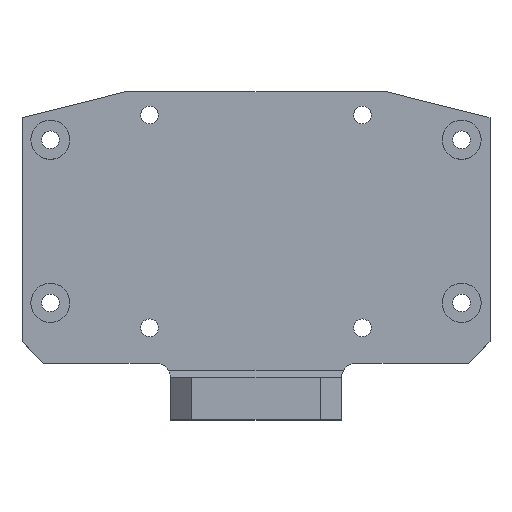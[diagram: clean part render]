
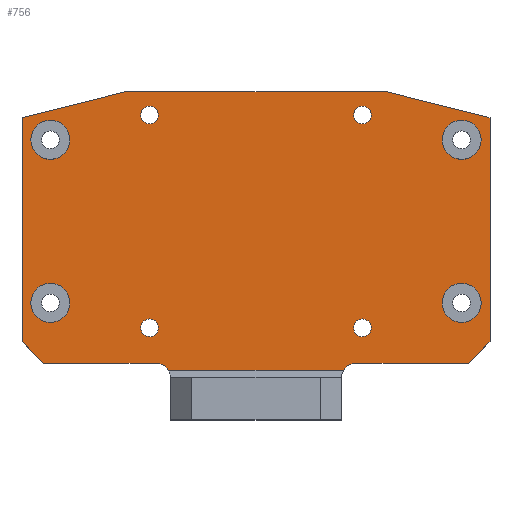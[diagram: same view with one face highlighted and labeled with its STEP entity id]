
A CAD part, top view. The second image highlights one B-rep face of the part: STEP entity #756.
In plain terms, the highlighted planar face has unit normal (0, 0, 1).
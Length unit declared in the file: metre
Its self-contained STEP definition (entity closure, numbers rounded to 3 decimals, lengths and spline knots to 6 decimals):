
#32=LINE('',#1141,#91);
#33=LINE('',#1145,#92);
#34=LINE('',#1147,#93);
#35=LINE('',#1149,#94);
#36=LINE('',#1151,#95);
#37=LINE('',#1153,#96);
#38=LINE('',#1155,#97);
#39=LINE('',#1157,#98);
#40=LINE('',#1159,#99);
#41=LINE('',#1161,#100);
#91=VECTOR('',#915,1.);
#92=VECTOR('',#918,1.);
#93=VECTOR('',#919,1.);
#94=VECTOR('',#920,1.);
#95=VECTOR('',#921,1.);
#96=VECTOR('',#922,1.);
#97=VECTOR('',#923,1.);
#98=VECTOR('',#924,1.);
#99=VECTOR('',#925,1.);
#100=VECTOR('',#926,1.);
#150=ORIENTED_EDGE('',*,*,#344,.F.);
#151=ORIENTED_EDGE('',*,*,#345,.F.);
#152=ORIENTED_EDGE('',*,*,#346,.F.);
#153=ORIENTED_EDGE('',*,*,#347,.F.);
#154=ORIENTED_EDGE('',*,*,#348,.F.);
#155=ORIENTED_EDGE('',*,*,#349,.F.);
#156=ORIENTED_EDGE('',*,*,#350,.T.);
#157=ORIENTED_EDGE('',*,*,#351,.T.);
#158=ORIENTED_EDGE('',*,*,#352,.T.);
#159=ORIENTED_EDGE('',*,*,#353,.T.);
#160=ORIENTED_EDGE('',*,*,#354,.T.);
#161=ORIENTED_EDGE('',*,*,#355,.F.);
#162=ORIENTED_EDGE('',*,*,#356,.T.);
#163=ORIENTED_EDGE('',*,*,#357,.T.);
#164=ORIENTED_EDGE('',*,*,#358,.F.);
#165=ORIENTED_EDGE('',*,*,#359,.T.);
#166=ORIENTED_EDGE('',*,*,#360,.T.);
#167=ORIENTED_EDGE('',*,*,#361,.T.);
#168=ORIENTED_EDGE('',*,*,#362,.F.);
#169=ORIENTED_EDGE('',*,*,#363,.F.);
#344=EDGE_CURVE('',#441,#441,#515,.T.);
#345=EDGE_CURVE('',#442,#442,#516,.T.);
#346=EDGE_CURVE('',#443,#443,#517,.T.);
#347=EDGE_CURVE('',#444,#444,#518,.T.);
#348=EDGE_CURVE('',#445,#445,#519,.T.);
#349=EDGE_CURVE('',#446,#446,#520,.T.);
#350=EDGE_CURVE('',#447,#448,#521,.F.);
#351=EDGE_CURVE('',#448,#449,#32,.T.);
#352=EDGE_CURVE('',#449,#450,#522,.F.);
#353=EDGE_CURVE('',#450,#451,#33,.T.);
#354=EDGE_CURVE('',#451,#452,#34,.T.);
#355=EDGE_CURVE('',#453,#452,#35,.T.);
#356=EDGE_CURVE('',#453,#454,#36,.T.);
#357=EDGE_CURVE('',#454,#455,#37,.T.);
#358=EDGE_CURVE('',#456,#455,#38,.T.);
#359=EDGE_CURVE('',#456,#457,#39,.T.);
#360=EDGE_CURVE('',#457,#458,#40,.F.);
#361=EDGE_CURVE('',#458,#447,#41,.T.);
#362=EDGE_CURVE('',#459,#459,#523,.T.);
#363=EDGE_CURVE('',#460,#460,#524,.T.);
#441=VERTEX_POINT('',#1127);
#442=VERTEX_POINT('',#1129);
#443=VERTEX_POINT('',#1131);
#444=VERTEX_POINT('',#1133);
#445=VERTEX_POINT('',#1135);
#446=VERTEX_POINT('',#1137);
#447=VERTEX_POINT('',#1139);
#448=VERTEX_POINT('',#1140);
#449=VERTEX_POINT('',#1142);
#450=VERTEX_POINT('',#1144);
#451=VERTEX_POINT('',#1146);
#452=VERTEX_POINT('',#1148);
#453=VERTEX_POINT('',#1150);
#454=VERTEX_POINT('',#1152);
#455=VERTEX_POINT('',#1154);
#456=VERTEX_POINT('',#1156);
#457=VERTEX_POINT('',#1158);
#458=VERTEX_POINT('',#1160);
#459=VERTEX_POINT('',#1163);
#460=VERTEX_POINT('',#1165);
#515=CIRCLE('',#815,0.00275);
#516=CIRCLE('',#816,0.00275);
#517=CIRCLE('',#817,0.00125);
#518=CIRCLE('',#818,0.00125);
#519=CIRCLE('',#819,0.00125);
#520=CIRCLE('',#820,0.00125);
#521=CIRCLE('',#821,0.002);
#522=CIRCLE('',#822,0.002);
#523=CIRCLE('',#823,0.00275);
#524=CIRCLE('',#824,0.00275);
#551=EDGE_LOOP('',(#150));
#552=EDGE_LOOP('',(#151));
#553=EDGE_LOOP('',(#152));
#554=EDGE_LOOP('',(#153));
#555=EDGE_LOOP('',(#154));
#556=EDGE_LOOP('',(#155));
#557=EDGE_LOOP('',(#156,#157,#158,#159,#160,#161,#162,#163,#164,#165,#166,
#167));
#558=EDGE_LOOP('',(#168));
#559=EDGE_LOOP('',(#169));
#640=FACE_BOUND('',#551,.T.);
#641=FACE_BOUND('',#552,.T.);
#642=FACE_BOUND('',#553,.T.);
#643=FACE_BOUND('',#554,.T.);
#644=FACE_BOUND('',#555,.T.);
#645=FACE_BOUND('',#556,.T.);
#646=FACE_BOUND('',#557,.T.);
#647=FACE_BOUND('',#558,.T.);
#648=FACE_BOUND('',#559,.T.);
#729=PLANE('',#814);
#756=ADVANCED_FACE('',(#640,#641,#642,#643,#644,#645,#646,#647,#648),#729,
 .T.);
#814=AXIS2_PLACEMENT_3D('',#1125,#899,#900);
#815=AXIS2_PLACEMENT_3D('',#1126,#901,#902);
#816=AXIS2_PLACEMENT_3D('',#1128,#903,#904);
#817=AXIS2_PLACEMENT_3D('',#1130,#905,#906);
#818=AXIS2_PLACEMENT_3D('',#1132,#907,#908);
#819=AXIS2_PLACEMENT_3D('',#1134,#909,#910);
#820=AXIS2_PLACEMENT_3D('',#1136,#911,#912);
#821=AXIS2_PLACEMENT_3D('',#1138,#913,#914);
#822=AXIS2_PLACEMENT_3D('',#1143,#916,#917);
#823=AXIS2_PLACEMENT_3D('',#1162,#927,#928);
#824=AXIS2_PLACEMENT_3D('',#1164,#929,#930);
#899=DIRECTION('',(0.,0.,1.));
#900=DIRECTION('',(1.,0.,0.));
#901=DIRECTION('',(0.,0.,1.));
#902=DIRECTION('',(1.,0.,0.));
#903=DIRECTION('',(0.,0.,1.));
#904=DIRECTION('',(1.,0.,0.));
#905=DIRECTION('',(0.,0.,1.));
#906=DIRECTION('',(1.,0.,0.));
#907=DIRECTION('',(0.,0.,1.));
#908=DIRECTION('',(1.,0.,0.));
#909=DIRECTION('',(0.,0.,1.));
#910=DIRECTION('',(1.,0.,0.));
#911=DIRECTION('',(0.,0.,1.));
#912=DIRECTION('',(1.,0.,0.));
#913=DIRECTION('',(0.,0.,1.));
#914=DIRECTION('',(1.,0.,0.));
#915=DIRECTION('',(1.,0.,0.));
#916=DIRECTION('',(0.,0.,1.));
#917=DIRECTION('',(1.,0.,0.));
#918=DIRECTION('',(1.,0.,0.));
#919=DIRECTION('',(0.707,0.707,0.));
#920=DIRECTION('',(0.,-1.,0.));
#921=DIRECTION('',(-0.97,0.243,0.));
#922=DIRECTION('',(-1.,0.,0.));
#923=DIRECTION('',(0.97,0.243,0.));
#924=DIRECTION('',(0.,-1.,0.));
#925=DIRECTION('',(-0.707,0.707,0.));
#926=DIRECTION('',(1.,0.,0.));
#927=DIRECTION('',(0.,0.,1.));
#928=DIRECTION('',(1.,0.,0.));
#929=DIRECTION('',(0.,0.,1.));
#930=DIRECTION('',(1.,0.,0.));
#1125=CARTESIAN_POINT('',(0.,-0.001875,-0.002));
#1126=CARTESIAN_POINT('',(0.029,-0.0115,-0.002));
#1127=CARTESIAN_POINT('',(0.03175,-0.0115,-0.002));
#1128=CARTESIAN_POINT('',(-0.029,0.0115,-0.002));
#1129=CARTESIAN_POINT('',(-0.02625,0.0115,-0.002));
#1130=CARTESIAN_POINT('',(0.015,-0.015,-0.002));
#1131=CARTESIAN_POINT('',(0.01625,-0.015,-0.002));
#1132=CARTESIAN_POINT('',(-0.015,-0.015,-0.002));
#1133=CARTESIAN_POINT('',(-0.01375,-0.015,-0.002));
#1134=CARTESIAN_POINT('',(-0.015,0.015,-0.002));
#1135=CARTESIAN_POINT('',(-0.01375,0.015,-0.002));
#1136=CARTESIAN_POINT('',(0.015,0.015,-0.002));
#1137=CARTESIAN_POINT('',(0.01625,0.015,-0.002));
#1138=CARTESIAN_POINT('',(-0.014071,-0.022,-0.002));
#1139=CARTESIAN_POINT('',(-0.014071,-0.02,-0.002));
#1140=CARTESIAN_POINT('',(-0.012339,-0.021,-0.002));
#1141=CARTESIAN_POINT('',(0.012071,-0.021,-0.002));
#1142=CARTESIAN_POINT('',(0.012339,-0.021,-0.002));
#1143=CARTESIAN_POINT('',(0.014071,-0.022,-0.002));
#1144=CARTESIAN_POINT('',(0.014071,-0.02,-0.002));
#1145=CARTESIAN_POINT('',(0.022536,-0.02,-0.002));
#1146=CARTESIAN_POINT('',(0.03,-0.02,-0.002));
#1147=CARTESIAN_POINT('',(0.024063,-0.025938,-0.002));
#1148=CARTESIAN_POINT('',(0.033,-0.017,-0.002));
#1149=CARTESIAN_POINT('',(0.033,-0.002688,-0.002));
#1150=CARTESIAN_POINT('',(0.033,0.014623,-0.002));
#1151=CARTESIAN_POINT('',(0.025746,0.016437,-0.002));
#1152=CARTESIAN_POINT('',(0.018492,0.01825,-0.002));
#1153=CARTESIAN_POINT('',(0.,0.01825,-0.002));
#1154=CARTESIAN_POINT('',(-0.018492,0.01825,-0.002));
#1155=CARTESIAN_POINT('',(-0.025746,0.016437,-0.002));
#1156=CARTESIAN_POINT('',(-0.033,0.014623,-0.002));
#1157=CARTESIAN_POINT('',(-0.033,-0.002688,-0.002));
#1158=CARTESIAN_POINT('',(-0.033,-0.017,-0.002));
#1159=CARTESIAN_POINT('',(-0.024063,-0.025938,-0.002));
#1160=CARTESIAN_POINT('',(-0.03,-0.02,-0.002));
#1161=CARTESIAN_POINT('',(-0.022536,-0.02,-0.002));
#1162=CARTESIAN_POINT('',(-0.029,-0.0115,-0.002));
#1163=CARTESIAN_POINT('',(-0.02625,-0.0115,-0.002));
#1164=CARTESIAN_POINT('',(0.029,0.0115,-0.002));
#1165=CARTESIAN_POINT('',(0.03175,0.0115,-0.002));
